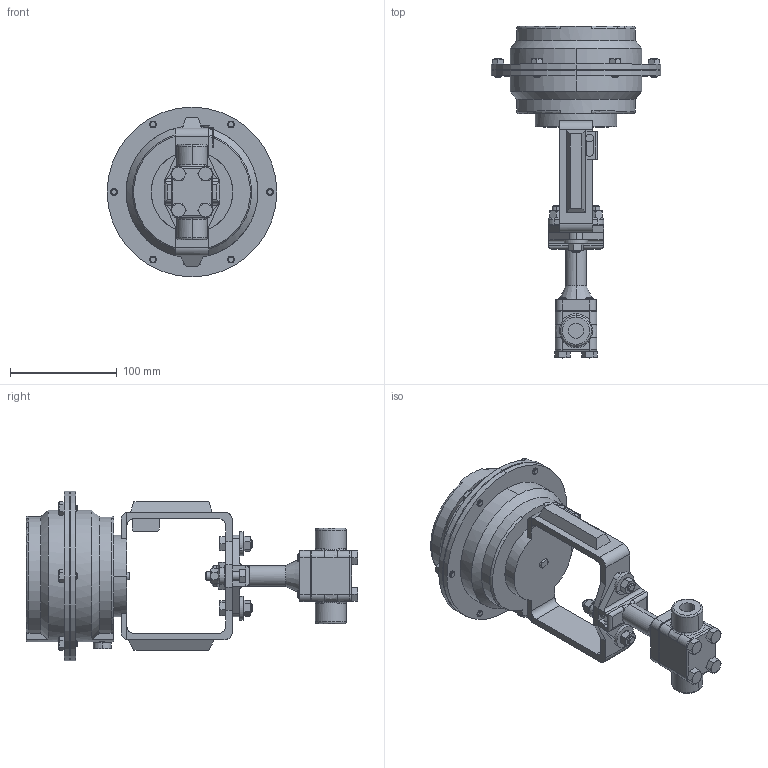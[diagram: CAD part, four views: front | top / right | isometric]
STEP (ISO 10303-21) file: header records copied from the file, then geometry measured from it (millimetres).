
FILE_DESCRIPTION (( 'STEP AP203' ), '1' );
FILE_NAME ('708-025-CS+S6-SW-14M.STEP', '2017-09-12T19:18:01', ( '' ), ( '' ), 'SwSTEP 2.0', 'SolidWorks 2014', '' );
FILE_SCHEMA (( 'CONFIG_CONTROL_DESIGN' ));
Length unit declared in the file: inch
Products named in the file (1): 708-025-CS+S6-SW-14M
Bounding box: 158.75 x 310.48 x 158.75 mm (x, y, z)
Volume: 1322911.3 mm3; surface area: 142414.8 mm2
Topology: 3 solids, 3 shells, 769 faces, 1883 edges, 1168 vertices
Faces by surface type: plane 332, cone 169, cylinder 152, bspline 80, torus 36
Entity records: 30499 total; most frequent: CARTESIAN_POINT 13108, ORIENTED_EDGE 3758, DIRECTION 3335, EDGE_CURVE 1879, AXIS2_PLACEMENT_3D 1228, VERTEX_POINT 1168, LINE 879, VECTOR 879
